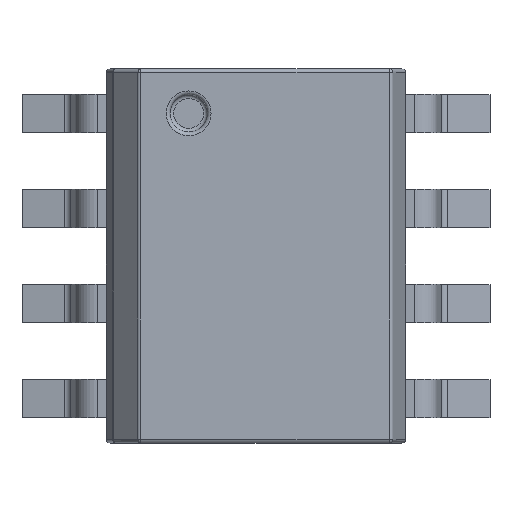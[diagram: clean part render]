
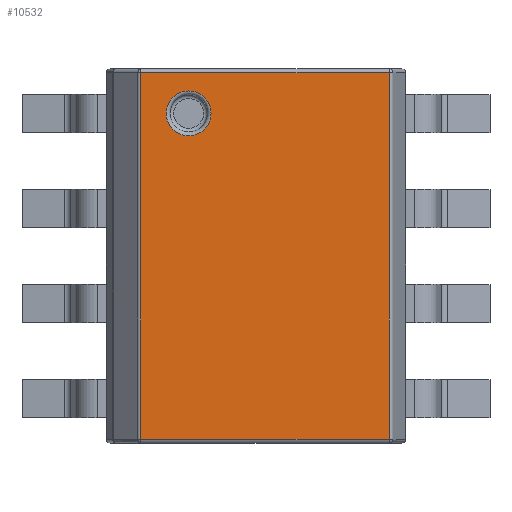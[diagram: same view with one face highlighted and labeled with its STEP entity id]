
A CAD part, top view. The second image highlights one B-rep face of the part: STEP entity #10532.
In plain terms, the highlighted planar face has unit normal (0, 0, 1).
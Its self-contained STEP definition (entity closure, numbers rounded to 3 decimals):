
#8549 = CYLINDRICAL_SURFACE('',#8550,0.05);
#8550 = AXIS2_PLACEMENT_3D('',#8551,#8552,#8553);
#8551 = CARTESIAN_POINT('',(1.819,2.45,1.7));
#8552 = DIRECTION('',(-1.,-0.,0.));
#8553 = DIRECTION('',(-0.,1.,0.));
#8795 = CYLINDRICAL_SURFACE('',#8796,0.05);
#8796 = AXIS2_PLACEMENT_3D('',#8797,#8798,#8799);
#8797 = CARTESIAN_POINT('',(1.819,-2.45,1.7));
#8798 = DIRECTION('',(-1.,-0.,0.));
#8799 = DIRECTION('',(0.,-1.,0.));
#9553 = VERTEX_POINT('',#9554);
#9554 = CARTESIAN_POINT('',(1.781,2.45,1.75));
#9574 = EDGE_CURVE('',#9553,#9575,#9577,.T.);
#9575 = VERTEX_POINT('',#9576);
#9576 = CARTESIAN_POINT('',(-1.542,2.45,1.75));
#9577 = SURFACE_CURVE('',#9578,(#9582,#9589),.PCURVE_S1.);
#9578 = LINE('',#9579,#9580);
#9579 = CARTESIAN_POINT('',(1.819,2.45,1.75));
#9580 = VECTOR('',#9581,1.);
#9581 = DIRECTION('',(-1.,-0.,0.));
#9582 = PCURVE('',#8549,#9583);
#9583 = DEFINITIONAL_REPRESENTATION('',(#9584),#9588);
#9584 = LINE('',#9585,#9586);
#9585 = CARTESIAN_POINT('',(-1.571,0.));
#9586 = VECTOR('',#9587,1.);
#9587 = DIRECTION('',(-0.,1.));
#9588 = ( GEOMETRIC_REPRESENTATION_CONTEXT(2) 
PARAMETRIC_REPRESENTATION_CONTEXT() REPRESENTATION_CONTEXT('2D SPACE',''
  ) );
#9589 = PCURVE('',#9590,#9595);
#9590 = PLANE('',#9591);
#9591 = AXIS2_PLACEMENT_3D('',#9592,#9593,#9594);
#9592 = CARTESIAN_POINT('',(1.819,2.5,1.75));
#9593 = DIRECTION('',(0.,0.,-1.));
#9594 = DIRECTION('',(-1.,-0.,0.));
#9595 = DEFINITIONAL_REPRESENTATION('',(#9596),#9600);
#9596 = LINE('',#9597,#9598);
#9597 = CARTESIAN_POINT('',(0.,-0.05));
#9598 = VECTOR('',#9599,1.);
#9599 = DIRECTION('',(1.,0.));
#9600 = ( GEOMETRIC_REPRESENTATION_CONTEXT(2) 
PARAMETRIC_REPRESENTATION_CONTEXT() REPRESENTATION_CONTEXT('2D SPACE',''
  ) );
#10026 = VERTEX_POINT('',#10027);
#10027 = CARTESIAN_POINT('',(1.781,-2.45,1.75));
#10047 = EDGE_CURVE('',#10026,#10048,#10050,.T.);
#10048 = VERTEX_POINT('',#10049);
#10049 = CARTESIAN_POINT('',(-1.542,-2.45,1.75));
#10050 = SURFACE_CURVE('',#10051,(#10055,#10062),.PCURVE_S1.);
#10051 = LINE('',#10052,#10053);
#10052 = CARTESIAN_POINT('',(1.819,-2.45,1.75));
#10053 = VECTOR('',#10054,1.);
#10054 = DIRECTION('',(-1.,-0.,0.));
#10055 = PCURVE('',#8795,#10056);
#10056 = DEFINITIONAL_REPRESENTATION('',(#10057),#10061);
#10057 = LINE('',#10058,#10059);
#10058 = CARTESIAN_POINT('',(1.571,0.));
#10059 = VECTOR('',#10060,1.);
#10060 = DIRECTION('',(0.,1.));
#10061 = ( GEOMETRIC_REPRESENTATION_CONTEXT(2) 
PARAMETRIC_REPRESENTATION_CONTEXT() REPRESENTATION_CONTEXT('2D SPACE',''
  ) );
#10062 = PCURVE('',#9590,#10063);
#10063 = DEFINITIONAL_REPRESENTATION('',(#10064),#10068);
#10064 = LINE('',#10065,#10066);
#10065 = CARTESIAN_POINT('',(0.,-4.95));
#10066 = VECTOR('',#10067,1.);
#10067 = DIRECTION('',(1.,0.));
#10068 = ( GEOMETRIC_REPRESENTATION_CONTEXT(2) 
PARAMETRIC_REPRESENTATION_CONTEXT() REPRESENTATION_CONTEXT('2D SPACE',''
  ) );
#10415 = CYLINDRICAL_SURFACE('',#10416,0.05);
#10416 = AXIS2_PLACEMENT_3D('',#10417,#10418,#10419);
#10417 = CARTESIAN_POINT('',(1.781,2.5,1.7));
#10418 = DIRECTION('',(0.,-1.,0.));
#10419 = DIRECTION('',(0.966,0.,0.259
    ));
#10474 = CYLINDRICAL_SURFACE('',#10475,0.05);
#10475 = AXIS2_PLACEMENT_3D('',#10476,#10477,#10478);
#10476 = CARTESIAN_POINT('',(-1.542,2.5,1.7));
#10477 = DIRECTION('',(0.,-1.,0.));
#10478 = DIRECTION('',(0.,0.,1.));
#10532 = ADVANCED_FACE('',(#10533,#10579),#9590,.F.);
#10533 = FACE_BOUND('',#10534,.F.);
#10534 = EDGE_LOOP('',(#10535,#10536,#10557,#10558));
#10535 = ORIENTED_EDGE('',*,*,#9574,.F.);
#10536 = ORIENTED_EDGE('',*,*,#10537,.T.);
#10537 = EDGE_CURVE('',#9553,#10026,#10538,.T.);
#10538 = SURFACE_CURVE('',#10539,(#10543,#10550),.PCURVE_S1.);
#10539 = LINE('',#10540,#10541);
#10540 = CARTESIAN_POINT('',(1.781,2.5,1.75));
#10541 = VECTOR('',#10542,1.);
#10542 = DIRECTION('',(0.,-1.,0.));
#10543 = PCURVE('',#9590,#10544);
#10544 = DEFINITIONAL_REPRESENTATION('',(#10545),#10549);
#10545 = LINE('',#10546,#10547);
#10546 = CARTESIAN_POINT('',(0.038,0.));
#10547 = VECTOR('',#10548,1.);
#10548 = DIRECTION('',(0.,-1.));
#10549 = ( GEOMETRIC_REPRESENTATION_CONTEXT(2) 
PARAMETRIC_REPRESENTATION_CONTEXT() REPRESENTATION_CONTEXT('2D SPACE',''
  ) );
#10550 = PCURVE('',#10415,#10551);
#10551 = DEFINITIONAL_REPRESENTATION('',(#10552),#10556);
#10552 = LINE('',#10553,#10554);
#10553 = CARTESIAN_POINT('',(1.309,0.));
#10554 = VECTOR('',#10555,1.);
#10555 = DIRECTION('',(0.,1.));
#10556 = ( GEOMETRIC_REPRESENTATION_CONTEXT(2) 
PARAMETRIC_REPRESENTATION_CONTEXT() REPRESENTATION_CONTEXT('2D SPACE',''
  ) );
#10557 = ORIENTED_EDGE('',*,*,#10047,.T.);
#10558 = ORIENTED_EDGE('',*,*,#10559,.F.);
#10559 = EDGE_CURVE('',#9575,#10048,#10560,.T.);
#10560 = SURFACE_CURVE('',#10561,(#10565,#10572),.PCURVE_S1.);
#10561 = LINE('',#10562,#10563);
#10562 = CARTESIAN_POINT('',(-1.542,2.5,1.75));
#10563 = VECTOR('',#10564,1.);
#10564 = DIRECTION('',(0.,-1.,0.));
#10565 = PCURVE('',#9590,#10566);
#10566 = DEFINITIONAL_REPRESENTATION('',(#10567),#10571);
#10567 = LINE('',#10568,#10569);
#10568 = CARTESIAN_POINT('',(3.361,0.));
#10569 = VECTOR('',#10570,1.);
#10570 = DIRECTION('',(0.,-1.));
#10571 = ( GEOMETRIC_REPRESENTATION_CONTEXT(2) 
PARAMETRIC_REPRESENTATION_CONTEXT() REPRESENTATION_CONTEXT('2D SPACE',''
  ) );
#10572 = PCURVE('',#10474,#10573);
#10573 = DEFINITIONAL_REPRESENTATION('',(#10574),#10578);
#10574 = LINE('',#10575,#10576);
#10575 = CARTESIAN_POINT('',(0.,0.));
#10576 = VECTOR('',#10577,1.);
#10577 = DIRECTION('',(0.,1.));
#10578 = ( GEOMETRIC_REPRESENTATION_CONTEXT(2) 
PARAMETRIC_REPRESENTATION_CONTEXT() REPRESENTATION_CONTEXT('2D SPACE',''
  ) );
#10579 = FACE_BOUND('',#10580,.F.);
#10580 = EDGE_LOOP('',(#10581));
#10581 = ORIENTED_EDGE('',*,*,#10582,.T.);
#10582 = EDGE_CURVE('',#10583,#10583,#10585,.T.);
#10583 = VERTEX_POINT('',#10584);
#10584 = CARTESIAN_POINT('',(-0.6,1.905,1.75));
#10585 = SURFACE_CURVE('',#10586,(#10591,#10602),.PCURVE_S1.);
#10586 = CIRCLE('',#10587,0.3);
#10587 = AXIS2_PLACEMENT_3D('',#10588,#10589,#10590);
#10588 = CARTESIAN_POINT('',(-0.9,1.905,1.75));
#10589 = DIRECTION('',(0.,0.,1.));
#10590 = DIRECTION('',(1.,0.,0.));
#10591 = PCURVE('',#9590,#10592);
#10592 = DEFINITIONAL_REPRESENTATION('',(#10593),#10601);
#10593 = ( BOUNDED_CURVE() B_SPLINE_CURVE(2,(#10594,#10595,#10596,#10597
    ,#10598,#10599,#10600),.UNSPECIFIED.,.T.,.F.) 
B_SPLINE_CURVE_WITH_KNOTS((1,2,2,2,2,1),(-2.094,0.,
    2.094,4.189,6.283,8.378),
.UNSPECIFIED.) CURVE() GEOMETRIC_REPRESENTATION_ITEM() 
RATIONAL_B_SPLINE_CURVE((1.,0.5,1.,0.5,1.,0.5,1.)) REPRESENTATION_ITEM(
  '') );
#10594 = CARTESIAN_POINT('',(2.419,-0.595));
#10595 = CARTESIAN_POINT('',(2.419,-0.075));
#10596 = CARTESIAN_POINT('',(2.869,-0.335));
#10597 = CARTESIAN_POINT('',(3.319,-0.595));
#10598 = CARTESIAN_POINT('',(2.869,-0.855));
#10599 = CARTESIAN_POINT('',(2.419,-1.115));
#10600 = CARTESIAN_POINT('',(2.419,-0.595));
#10601 = ( GEOMETRIC_REPRESENTATION_CONTEXT(2) 
PARAMETRIC_REPRESENTATION_CONTEXT() REPRESENTATION_CONTEXT('2D SPACE',''
  ) );
#10602 = PCURVE('',#10603,#10608);
#10603 = TOROIDAL_SURFACE('',#10604,0.3,0.05);
#10604 = AXIS2_PLACEMENT_3D('',#10605,#10606,#10607);
#10605 = CARTESIAN_POINT('',(-0.9,1.905,1.7));
#10606 = DIRECTION('',(0.,0.,1.));
#10607 = DIRECTION('',(1.,0.,0.));
#10608 = DEFINITIONAL_REPRESENTATION('',(#10609),#10613);
#10609 = LINE('',#10610,#10611);
#10610 = CARTESIAN_POINT('',(0.,1.571));
#10611 = VECTOR('',#10612,1.);
#10612 = DIRECTION('',(1.,0.));
#10613 = ( GEOMETRIC_REPRESENTATION_CONTEXT(2) 
PARAMETRIC_REPRESENTATION_CONTEXT() REPRESENTATION_CONTEXT('2D SPACE',''
  ) );
